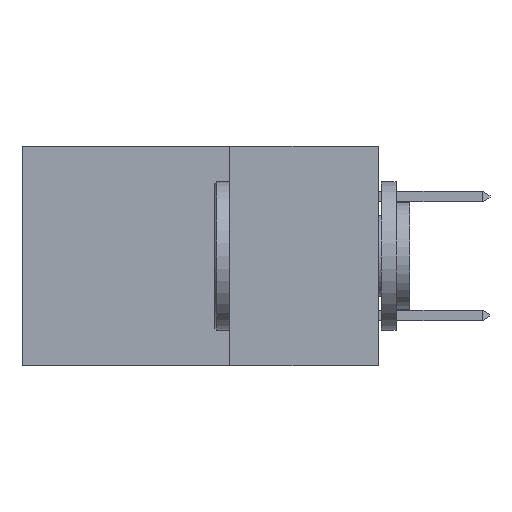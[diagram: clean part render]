
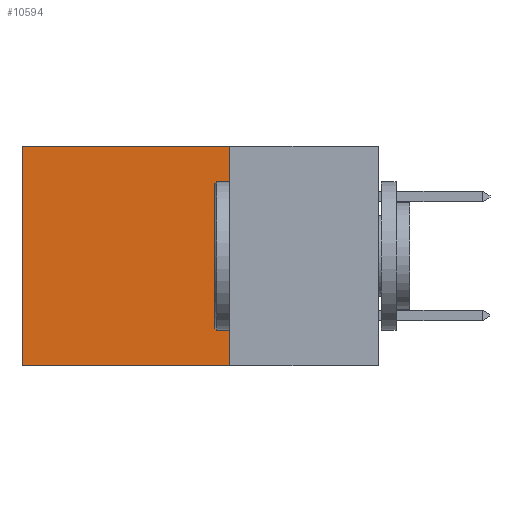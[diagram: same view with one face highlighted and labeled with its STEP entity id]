
A CAD part, left-side view. The second image highlights one B-rep face of the part: STEP entity #10594.
In plain terms, the highlighted planar face has unit normal (-1, 0, 0).
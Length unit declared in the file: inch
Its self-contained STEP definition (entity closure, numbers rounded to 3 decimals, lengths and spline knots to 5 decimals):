
#20 = CARTESIAN_POINT ( 'NONE',  ( 0.298, 0.25, -0.37 ) ) ;
#181 = LINE ( 'NONE', #20, #14295 ) ;
#357 = DIRECTION ( 'NONE',  ( 0., 1., 0. ) ) ;
#425 = EDGE_CURVE ( 'NONE', #5842, #11304, #5660, .T. ) ;
#1742 = DIRECTION ( 'NONE',  ( 0., 0., -1. ) ) ;
#2204 = CARTESIAN_POINT ( 'NONE',  ( 0.298, 0.25, -0.37 ) ) ;
#2916 = ORIENTED_EDGE ( 'NONE', *, *, #7515, .F. ) ;
#4197 = CARTESIAN_POINT ( 'NONE',  ( 0.298, 0.6, 0. ) ) ;
#4824 = ORIENTED_EDGE ( 'NONE', *, *, #425, .T. ) ;
#5555 = DIRECTION ( 'NONE',  ( 0., 1., 0. ) ) ;
#5660 = LINE ( 'NONE', #22561, #15790 ) ;
#5842 = VERTEX_POINT ( 'NONE', #9367 ) ;
#6130 = DIRECTION ( 'NONE',  ( 0., 0., -1. ) ) ;
#6493 = VERTEX_POINT ( 'NONE', #14422 ) ;
#6561 = LINE ( 'NONE', #4197, #21393 ) ;
#6787 = ORIENTED_EDGE ( 'NONE', *, *, #17714, .F. ) ;
#7515 = EDGE_CURVE ( 'NONE', #5842, #11302, #20726, .T. ) ;
#9367 = CARTESIAN_POINT ( 'NONE',  ( 0.298, 0.25, 0. ) ) ;
#10228 = DIRECTION ( 'NONE',  ( 0., 0., -1. ) ) ;
#10331 = VECTOR ( 'NONE', #10228, 39.37008 ) ;
#10594 = ADVANCED_FACE ( 'NONE', ( #19688 ), #11206, .F. ) ;
#11206 = PLANE ( 'NONE',  #17885 ) ;
#11302 = VERTEX_POINT ( 'NONE', #2204 ) ;
#11304 = VERTEX_POINT ( 'NONE', #17670 ) ;
#13091 = CARTESIAN_POINT ( 'NONE',  ( 0.298, 0.25, 0. ) ) ;
#13175 = DIRECTION ( 'NONE',  ( 1., 0., 0. ) ) ;
#13825 = ORIENTED_EDGE ( 'NONE', *, *, #24597, .T. ) ;
#14295 = VECTOR ( 'NONE', #5555, 39.37008 ) ;
#14422 = CARTESIAN_POINT ( 'NONE',  ( 0.298, 0.6, -0.37 ) ) ;
#15790 = VECTOR ( 'NONE', #357, 39.37008 ) ;
#16063 = CARTESIAN_POINT ( 'NONE',  ( 0.298, 0.25, 0. ) ) ;
#17670 = CARTESIAN_POINT ( 'NONE',  ( 0.298, 0.6, 0. ) ) ;
#17714 = EDGE_CURVE ( 'NONE', #11302, #6493, #181, .T. ) ;
#17885 = AXIS2_PLACEMENT_3D ( 'NONE', #13091, #13175, #1742 ) ;
#18045 = EDGE_LOOP ( 'NONE', ( #13825, #6787, #2916, #4824 ) ) ;
#19688 = FACE_OUTER_BOUND ( 'NONE', #18045, .T. ) ;
#20726 = LINE ( 'NONE', #16063, #10331 ) ;
#21393 = VECTOR ( 'NONE', #6130, 39.37008 ) ;
#22561 = CARTESIAN_POINT ( 'NONE',  ( 0.298, 0.25, 0. ) ) ;
#24597 = EDGE_CURVE ( 'NONE', #11304, #6493, #6561, .T. ) ;
